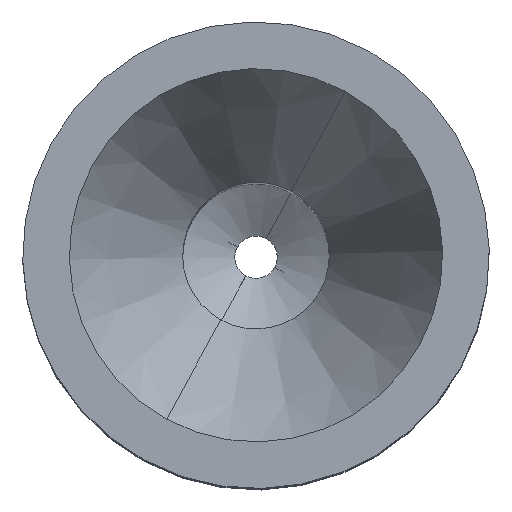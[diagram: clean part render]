
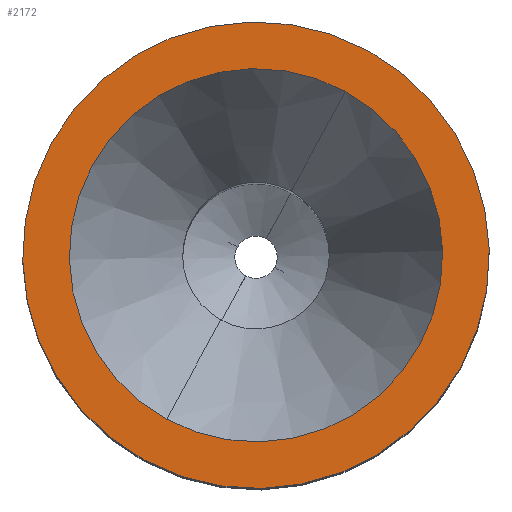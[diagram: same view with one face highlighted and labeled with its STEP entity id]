
A CAD part, top view. The second image highlights one B-rep face of the part: STEP entity #2172.
In plain terms, the highlighted planar face has unit normal (0, 0, 1).
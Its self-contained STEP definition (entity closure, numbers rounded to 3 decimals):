
#2049=AXIS2_PLACEMENT_3D('Circle Axis2P3D',#2047,#2048,$) ;
#2135=AXIS2_PLACEMENT_3D('Circle Axis2P3D',#2133,#2134,$) ;
#2148=AXIS2_PLACEMENT_3D('Plane Axis2P3D',#2145,#2146,#2147) ;
#2152=AXIS2_PLACEMENT_3D('Circle Axis2P3D',#2150,#2151,$) ;
#2161=AXIS2_PLACEMENT_3D('Circle Axis2P3D',#2159,#2160,$) ;
#2044=CARTESIAN_POINT('Vertex',(1.079,0.521,21.6)) ;
#2047=CARTESIAN_POINT('Axis2P3D Location',(1.75,1.75,21.6)) ;
#2051=CARTESIAN_POINT('Vertex',(2.421,2.979,21.6)) ;
#2133=CARTESIAN_POINT('Axis2P3D Location',(1.75,1.75,21.6)) ;
#2145=CARTESIAN_POINT('Axis2P3D Location',(1.75,3.15,21.6)) ;
#2150=CARTESIAN_POINT('Axis2P3D Location',(1.75,1.75,21.6)) ;
#2154=CARTESIAN_POINT('Vertex',(2.589,3.286,21.6)) ;
#2156=CARTESIAN_POINT('Vertex',(0.911,0.214,21.6)) ;
#2159=CARTESIAN_POINT('Axis2P3D Location',(1.75,1.75,21.6)) ;
#2048=DIRECTION('Axis2P3D Direction',(0.,0.,1.)) ;
#2134=DIRECTION('Axis2P3D Direction',(0.,-0.,1.)) ;
#2146=DIRECTION('Axis2P3D Direction',(0.,0.,-1.)) ;
#2147=DIRECTION('Axis2P3D XDirection',(1.,0.,0.)) ;
#2151=DIRECTION('Axis2P3D Direction',(0.,0.,-1.)) ;
#2160=DIRECTION('Axis2P3D Direction',(0.,0.,-1.)) ;
#2165=ORIENTED_EDGE('',*,*,#2158,.F.) ;
#2166=ORIENTED_EDGE('',*,*,#2163,.F.) ;
#2169=ORIENTED_EDGE('',*,*,#2137,.T.) ;
#2170=ORIENTED_EDGE('',*,*,#2053,.T.) ;
#2171=FACE_BOUND('',#2168,.T.) ;
#2172=ADVANCED_FACE('Hauptkoerper',(#2167,#2171),#2149,.F.) ;
#2050=CIRCLE('generated circle',#2049,1.4) ;
#2136=CIRCLE('generated circle',#2135,1.4) ;
#2153=CIRCLE('generated circle',#2152,1.75) ;
#2162=CIRCLE('generated circle',#2161,1.75) ;
#2053=EDGE_CURVE('',#2052,#2045,#2050,.F.) ;
#2137=EDGE_CURVE('',#2045,#2052,#2136,.F.) ;
#2158=EDGE_CURVE('',#2155,#2157,#2153,.T.) ;
#2163=EDGE_CURVE('',#2157,#2155,#2162,.T.) ;
#2164=EDGE_LOOP('',(#2165,#2166)) ;
#2168=EDGE_LOOP('',(#2169,#2170)) ;
#2167=FACE_OUTER_BOUND('',#2164,.T.) ;
#2149=PLANE('',#2148) ;
#2045=VERTEX_POINT('',#2044) ;
#2052=VERTEX_POINT('',#2051) ;
#2155=VERTEX_POINT('',#2154) ;
#2157=VERTEX_POINT('',#2156) ;
